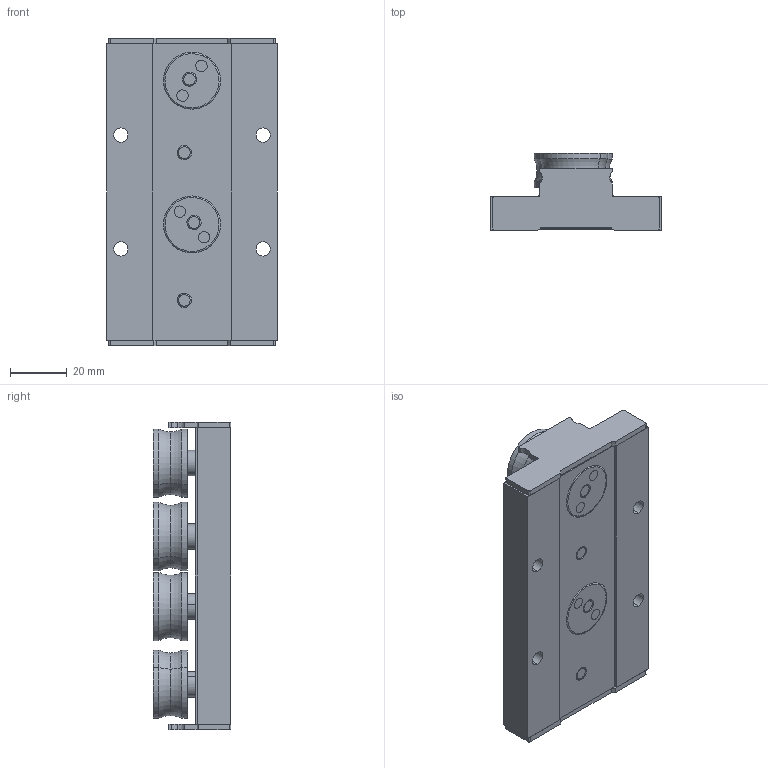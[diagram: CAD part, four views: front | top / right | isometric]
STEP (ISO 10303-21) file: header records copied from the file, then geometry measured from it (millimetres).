
FILE_DESCRIPTION (( 'STEP AP214' ), '1' );
FILE_NAME ('B662 Ðåëüñîâàÿ êàðåòêà SGB 20-4.STEP', '2025-06-06T07:39:29', ( '' ), ( '' ), 'SwSTEP 2.0', 'SolidWorks 2025', '' );
FILE_SCHEMA (( 'AUTOMOTIVE_DESIGN' ));
Length unit declared in the file: millimetre
Products named in the file (7): B662 Рельсовая каретка SGB 20-4; B662 Дистанционная втулка_00; B662 Винт_00; B662 Ролик_00; B662 Заслонка_00; Каретка_00; B662 Деталь для настройки смещения оси_00
Assembly tree (17 placements, depth 2):
  B662 Рельсовая каретка SGB 20-4
    Каретка_00
    B662 Заслонка_00  x2
    B662 Винт_00  x4
    B662 Деталь для настройки смещения оси_00  x2
    B662 Дистанционная втулка_00  x4
    B662 Ролик_00  x4
Bounding box: 60 x 27.2 x 108 mm (x, y, z)
Volume: 96893.6 mm3; surface area: 38005.2 mm2
Topology: 21 solids, 21 shells, 296 faces, 658 edges, 420 vertices
Faces by surface type: cylinder 126, plane 122, torus 40, cone 8
Entity records: 3835 total; most frequent: DIRECTION 689, CARTESIAN_POINT 602, ORIENTED_EDGE 562, EDGE_CURVE 281, AXIS2_PLACEMENT_3D 269, VERTEX_POINT 182, VECTOR 151, LINE 151
